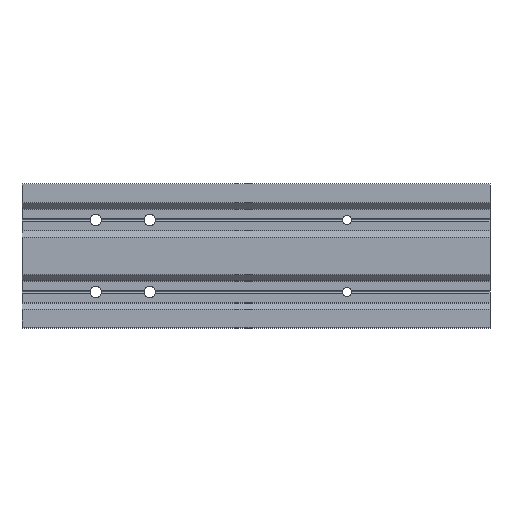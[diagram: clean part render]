
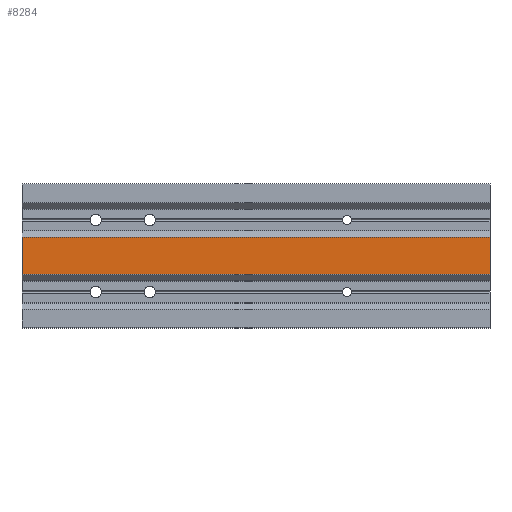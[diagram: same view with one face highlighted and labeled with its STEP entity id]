
A CAD part, front view. The second image highlights one B-rep face of the part: STEP entity #8284.
In plain terms, the highlighted planar face has unit normal (0, -1, 0).
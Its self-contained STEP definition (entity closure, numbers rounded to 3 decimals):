
#435 = ORIENTED_EDGE ( 'NONE', *, *, #2898, .F. ) ;
#588 = DIRECTION ( 'NONE',  ( 1., 0., 0. ) ) ;
#1025 = CARTESIAN_POINT ( 'NONE',  ( 200., -10., 15.2 ) ) ;
#1255 = VERTEX_POINT ( 'NONE', #5369 ) ;
#1336 = ORIENTED_EDGE ( 'NONE', *, *, #3923, .F. ) ;
#1371 = LINE ( 'NONE', #4964, #2524 ) ;
#1472 = VECTOR ( 'NONE', #8276, 1000. ) ;
#1783 = VERTEX_POINT ( 'NONE', #1025 ) ;
#1802 = CARTESIAN_POINT ( 'NONE',  ( 330., -10., 4.883 ) ) ;
#1814 = LINE ( 'NONE', #6164, #1472 ) ;
#1934 = CARTESIAN_POINT ( 'NONE',  ( 330., -10., 15.2 ) ) ;
#2524 = VECTOR ( 'NONE', #588, 1000. ) ;
#2549 = EDGE_CURVE ( 'NONE', #1255, #1783, #1814, .T. ) ;
#2818 = ORIENTED_EDGE ( 'NONE', *, *, #8975, .F. ) ;
#2828 = DIRECTION ( 'NONE',  ( 1., 0., 0. ) ) ;
#2898 = EDGE_CURVE ( 'NONE', #4486, #1255, #3300, .T. ) ;
#3300 = LINE ( 'NONE', #1802, #3479 ) ;
#3479 = VECTOR ( 'NONE', #6292, 1000. ) ;
#3923 = EDGE_CURVE ( 'NONE', #8642, #4486, #5958, .T. ) ;
#4027 = ORIENTED_EDGE ( 'NONE', *, *, #2549, .F. ) ;
#4108 = VECTOR ( 'NONE', #4378, 1000. ) ;
#4378 = DIRECTION ( 'NONE',  ( 0., 0., -1. ) ) ;
#4486 = VERTEX_POINT ( 'NONE', #4632 ) ;
#4632 = CARTESIAN_POINT ( 'NONE',  ( 330., -10., 4.883 ) ) ;
#4964 = CARTESIAN_POINT ( 'NONE',  ( 330., -10., 15.2 ) ) ;
#5369 = CARTESIAN_POINT ( 'NONE',  ( 200., -10., 4.883 ) ) ;
#5958 = LINE ( 'NONE', #6613, #4108 ) ;
#6164 = CARTESIAN_POINT ( 'NONE',  ( 200., -10., 4.883 ) ) ;
#6292 = DIRECTION ( 'NONE',  ( -1., 0., 0. ) ) ;
#6613 = CARTESIAN_POINT ( 'NONE',  ( 330., -10., 0. ) ) ;
#6741 = EDGE_LOOP ( 'NONE', ( #4027, #435, #1336, #2818 ) ) ;
#7122 = FACE_OUTER_BOUND ( 'NONE', #6741, .T. ) ;
#7884 = DIRECTION ( 'NONE',  ( 0., 1., 0. ) ) ;
#8276 = DIRECTION ( 'NONE',  ( 0., 0., 1. ) ) ;
#8284 = ADVANCED_FACE ( 'NONE', ( #7122 ), #8626, .F. ) ;
#8626 = PLANE ( 'NONE',  #9174 ) ;
#8642 = VERTEX_POINT ( 'NONE', #1934 ) ;
#8975 = EDGE_CURVE ( 'NONE', #1783, #8642, #1371, .T. ) ;
#9174 = AXIS2_PLACEMENT_3D ( 'NONE', #9216, #7884, #2828 ) ;
#9216 = CARTESIAN_POINT ( 'NONE',  ( 330., -10., 10. ) ) ;
